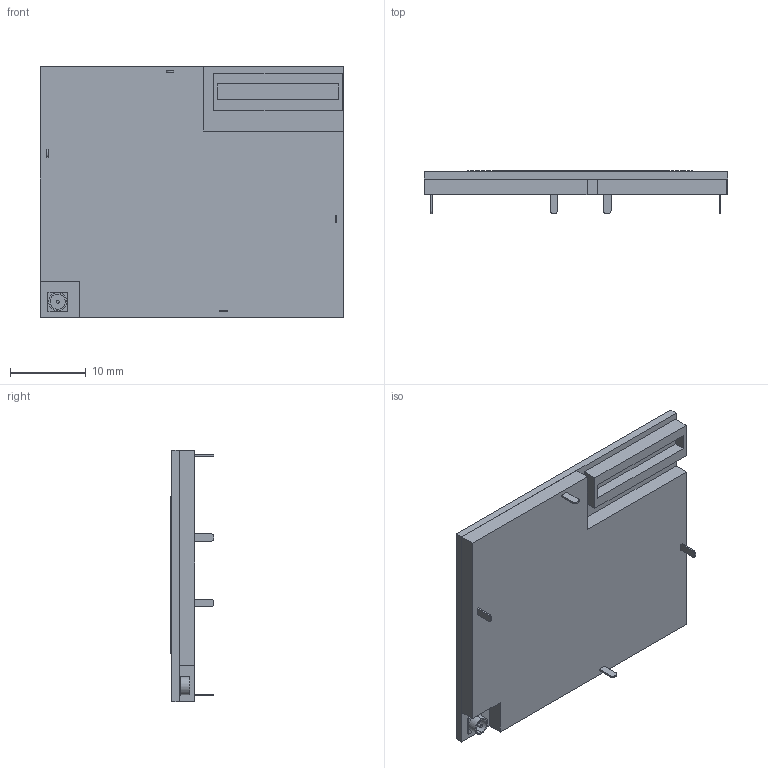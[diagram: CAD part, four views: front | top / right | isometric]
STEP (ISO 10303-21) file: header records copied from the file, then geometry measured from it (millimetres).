
FILE_DESCRIPTION (( 'STEP AP214' ), '1' );
FILE_NAME ('User Library-sim9000b.STEP', '2012-11-14T14:50:20', ( 'Windows User' ), ( '' ), 'SwSTEP 2.0', 'SolidWorks 2013', '' );
FILE_SCHEMA (( 'AUTOMOTIVE_DESIGN' ));
Length unit declared in the file: millimetre
Products named in the file (1): User Library-sim9000b
Bounding box: 40 x 5.74 x 33.1 mm (x, y, z)
Volume: 3790.2 mm3; surface area: 3294.3 mm2
Topology: 1 solids, 1 shells, 199 faces, 519 edges, 346 vertices
Faces by surface type: plane 110, bspline 71, cylinder 18
Entity records: 10926 total; most frequent: CARTESIAN_POINT 4520, ORIENTED_EDGE 1038, DIRECTION 671, EDGE_CURVE 519, VERTEX_POINT 346, VECTOR 341, LINE 341, EDGE_LOOP 223
